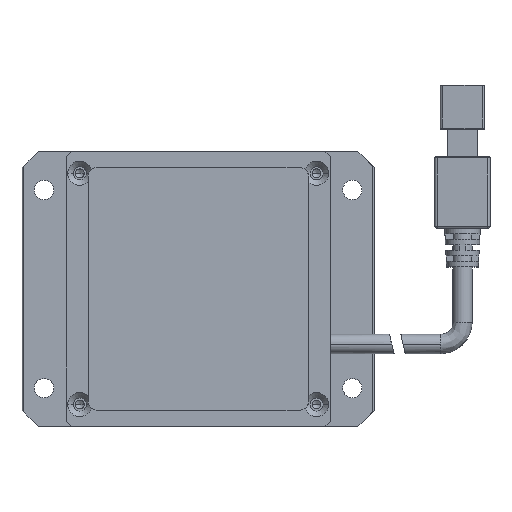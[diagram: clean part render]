
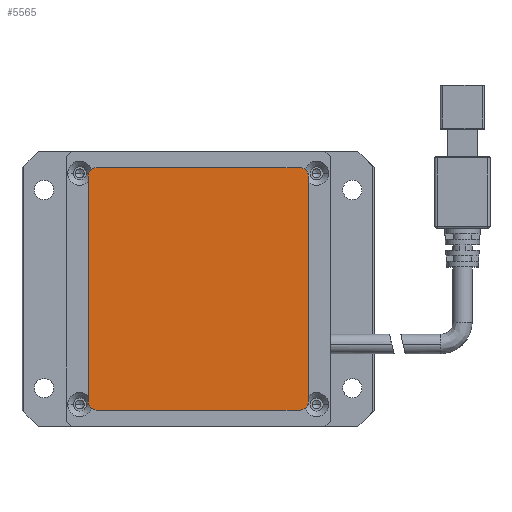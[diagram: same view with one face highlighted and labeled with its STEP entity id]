
A CAD part, top view. The second image highlights one B-rep face of the part: STEP entity #5565.
In plain terms, the highlighted planar face has unit normal (0, 0, 1).
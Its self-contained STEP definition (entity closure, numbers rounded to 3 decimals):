
#607 = CARTESIAN_POINT ( 'NONE',  ( -20.907, 22.791, 16.1 ) ) ;
#715 = VECTOR ( 'NONE', #12242, 1000. ) ;
#1208 = LINE ( 'NONE', #18609, #715 ) ;
#1280 = CARTESIAN_POINT ( 'NONE',  ( 19.093, -18.209, 16.1 ) ) ;
#2219 = AXIS2_PLACEMENT_3D ( 'NONE', #15574, #6118, #17219 ) ;
#2388 = CARTESIAN_POINT ( 'NONE',  ( 17.593, 22.791, 16.1 ) ) ;
#3754 = CARTESIAN_POINT ( 'NONE',  ( -19.407, 24.291, 16.1 ) ) ;
#3939 = AXIS2_PLACEMENT_3D ( 'NONE', #2388, #13398, #3972 ) ;
#3972 = DIRECTION ( 'NONE',  ( 1., 0., 0. ) ) ;
#4633 = EDGE_CURVE ( 'NONE', #17667, #11216, #6988, .T. ) ;
#4695 = ORIENTED_EDGE ( 'NONE', *, *, #10944, .T. ) ;
#4802 = CARTESIAN_POINT ( 'NONE',  ( -20.907, 22.791, 16.1 ) ) ;
#5565 = ADVANCED_FACE ( 'NONE', ( #7146 ), #5643, .T. ) ;
#5643 = PLANE ( 'NONE',  #6559 ) ;
#5646 = DIRECTION ( 'NONE',  ( 0., 0., 1. ) ) ;
#5877 = EDGE_LOOP ( 'NONE', ( #11245, #10931, #20258, #8886, #6101, #4695, #19369, #7853 ) ) ;
#5935 = DIRECTION ( 'NONE',  ( 0., 0., 1. ) ) ;
#6009 = CARTESIAN_POINT ( 'NONE',  ( 19.093, 22.791, 16.1 ) ) ;
#6101 = ORIENTED_EDGE ( 'NONE', *, *, #10834, .T. ) ;
#6118 = DIRECTION ( 'NONE',  ( 0., 0., 1. ) ) ;
#6274 = LINE ( 'NONE', #1280, #18440 ) ;
#6391 = EDGE_CURVE ( 'NONE', #19642, #17667, #17354, .T. ) ;
#6546 = LINE ( 'NONE', #4802, #18727 ) ;
#6559 = AXIS2_PLACEMENT_3D ( 'NONE', #7294, #18408, #8881 ) ;
#6988 = LINE ( 'NONE', #13195, #11136 ) ;
#7050 = EDGE_CURVE ( 'NONE', #18300, #10685, #12532, .T. ) ;
#7146 = FACE_OUTER_BOUND ( 'NONE', #5877, .T. ) ;
#7254 = CARTESIAN_POINT ( 'NONE',  ( -20.907, -18.209, 16.1 ) ) ;
#7294 = CARTESIAN_POINT ( 'NONE',  ( 17.593, 22.791, 16.1 ) ) ;
#7853 = ORIENTED_EDGE ( 'NONE', *, *, #13225, .T. ) ;
#8881 = DIRECTION ( 'NONE',  ( 1., 0., 0. ) ) ;
#8886 = ORIENTED_EDGE ( 'NONE', *, *, #17114, .T. ) ;
#9196 = EDGE_CURVE ( 'NONE', #11216, #15507, #11410, .T. ) ;
#9460 = DIRECTION ( 'NONE',  ( 0., -1., 0. ) ) ;
#10305 = CARTESIAN_POINT ( 'NONE',  ( -19.407, -19.709, 16.1 ) ) ;
#10685 = VERTEX_POINT ( 'NONE', #13061 ) ;
#10834 = EDGE_CURVE ( 'NONE', #19578, #20560, #15048, .T. ) ;
#10931 = ORIENTED_EDGE ( 'NONE', *, *, #4633, .T. ) ;
#10944 = EDGE_CURVE ( 'NONE', #20560, #18300, #1208, .T. ) ;
#11136 = VECTOR ( 'NONE', #16451, 1000. ) ;
#11216 = VERTEX_POINT ( 'NONE', #3754 ) ;
#11245 = ORIENTED_EDGE ( 'NONE', *, *, #6391, .T. ) ;
#11410 = CIRCLE ( 'NONE', #2219, 1.5 ) ;
#12242 = DIRECTION ( 'NONE',  ( 1., 0., 0. ) ) ;
#12275 = DIRECTION ( 'NONE',  ( 0., 1., 0. ) ) ;
#12532 = CIRCLE ( 'NONE', #20449, 1.5 ) ;
#13061 = CARTESIAN_POINT ( 'NONE',  ( 19.093, -18.209, 16.1 ) ) ;
#13195 = CARTESIAN_POINT ( 'NONE',  ( 17.593, 24.291, 16.1 ) ) ;
#13225 = EDGE_CURVE ( 'NONE', #10685, #19642, #6274, .T. ) ;
#13398 = DIRECTION ( 'NONE',  ( 0., 0., 1. ) ) ;
#13516 = AXIS2_PLACEMENT_3D ( 'NONE', #15113, #5646, #16744 ) ;
#15048 = CIRCLE ( 'NONE', #13516, 1.5 ) ;
#15113 = CARTESIAN_POINT ( 'NONE',  ( -19.407, -18.209, 16.1 ) ) ;
#15402 = CARTESIAN_POINT ( 'NONE',  ( 17.593, -18.209, 16.1 ) ) ;
#15507 = VERTEX_POINT ( 'NONE', #607 ) ;
#15574 = CARTESIAN_POINT ( 'NONE',  ( -19.407, 22.791, 16.1 ) ) ;
#16451 = DIRECTION ( 'NONE',  ( -1., 0., 0. ) ) ;
#16744 = DIRECTION ( 'NONE',  ( 1., 0., 0. ) ) ;
#17053 = DIRECTION ( 'NONE',  ( 1., 0., 0. ) ) ;
#17114 = EDGE_CURVE ( 'NONE', #15507, #19578, #6546, .T. ) ;
#17219 = DIRECTION ( 'NONE',  ( 1., 0., 0. ) ) ;
#17354 = CIRCLE ( 'NONE', #3939, 1.5 ) ;
#17667 = VERTEX_POINT ( 'NONE', #17718 ) ;
#17718 = CARTESIAN_POINT ( 'NONE',  ( 17.593, 24.291, 16.1 ) ) ;
#18300 = VERTEX_POINT ( 'NONE', #19172 ) ;
#18408 = DIRECTION ( 'NONE',  ( 0., 0., 1. ) ) ;
#18440 = VECTOR ( 'NONE', #12275, 1000. ) ;
#18609 = CARTESIAN_POINT ( 'NONE',  ( -19.407, -19.709, 16.1 ) ) ;
#18727 = VECTOR ( 'NONE', #9460, 1000. ) ;
#19172 = CARTESIAN_POINT ( 'NONE',  ( 17.593, -19.709, 16.1 ) ) ;
#19369 = ORIENTED_EDGE ( 'NONE', *, *, #7050, .T. ) ;
#19578 = VERTEX_POINT ( 'NONE', #7254 ) ;
#19642 = VERTEX_POINT ( 'NONE', #6009 ) ;
#20258 = ORIENTED_EDGE ( 'NONE', *, *, #9196, .T. ) ;
#20449 = AXIS2_PLACEMENT_3D ( 'NONE', #15402, #5935, #17053 ) ;
#20560 = VERTEX_POINT ( 'NONE', #10305 ) ;
